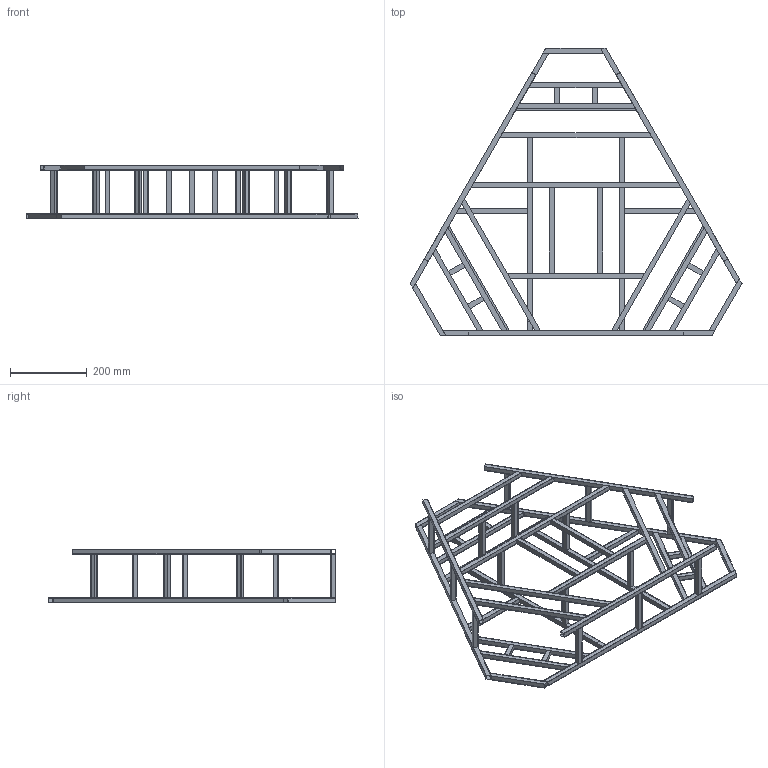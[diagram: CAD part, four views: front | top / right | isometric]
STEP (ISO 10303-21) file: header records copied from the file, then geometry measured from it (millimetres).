
FILE_DESCRIPTION (( 'STEP AP203' ), '1' );
FILE_NAME ('Chassis (1).STEP', '2020-03-03T14:01:52', ( '' ), ( '' ), 'SwSTEP 2.0', 'SolidWorks 2019', '' );
FILE_SCHEMA (( 'CONFIG_CONTROL_DESIGN' ));
Length unit declared in the file: millimetre
Products named in the file (1): Chassis (1)
Bounding box: 864.66 x 748.82 x 138.1 mm (x, y, z)
Volume: 609620.6 mm3; surface area: 1224427.1 mm2
Topology: 52 solids, 52 shells, 520 faces, 1248 edges, 832 vertices
Faces by surface type: plane 520
Entity records: 14955 total; most frequent: CARTESIAN_POINT 2601, ORIENTED_EDGE 2496, DIRECTION 2290, LINE 1248, EDGE_CURVE 1248, VECTOR 1248, VERTEX_POINT 832, EDGE_LOOP 624
